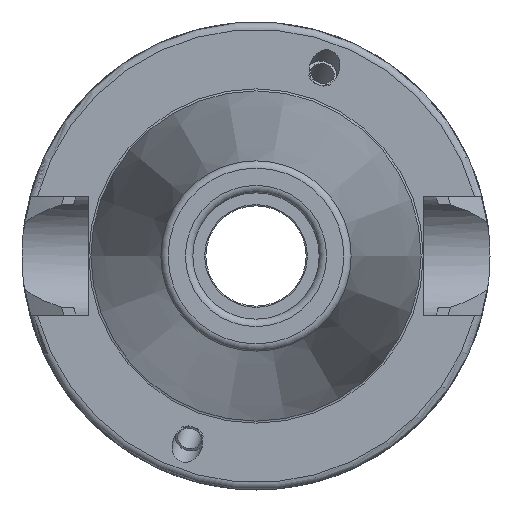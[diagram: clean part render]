
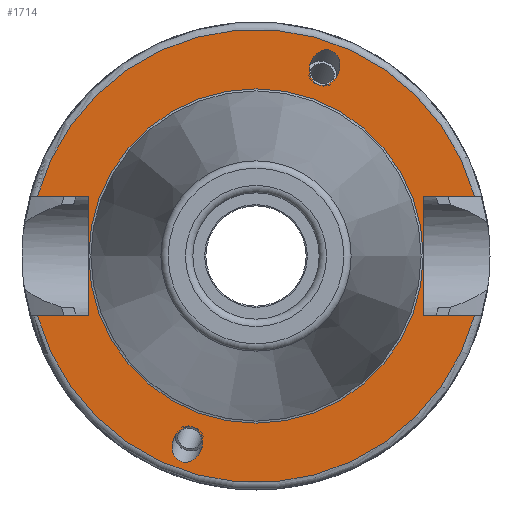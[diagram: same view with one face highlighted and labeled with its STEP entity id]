
A CAD part, left-side view. The second image highlights one B-rep face of the part: STEP entity #1714.
In plain terms, the highlighted planar face has unit normal (-1, 0, 0).
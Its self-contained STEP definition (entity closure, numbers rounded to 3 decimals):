
#27=ELLIPSE('',#1880,2.442,2.);
#36=ELLIPSE('',#1908,2.442,2.);
#54=PLANE('',#1985);
#88=FACE_BOUND('',#315,.T.);
#89=FACE_BOUND('',#316,.T.);
#90=FACE_BOUND('',#317,.T.);
#213=FACE_OUTER_BOUND('',#314,.T.);
#314=EDGE_LOOP('',(#1554,#1555,#1556,#1557,#1558,#1559,#1560,#1561));
#315=EDGE_LOOP('',(#1562));
#316=EDGE_LOOP('',(#1563));
#317=EDGE_LOOP('',(#1564,#1565));
#366=LINE('',#3126,#436);
#370=LINE('',#3134,#440);
#373=LINE('',#3154,#443);
#384=LINE('',#3256,#454);
#387=LINE('',#3277,#457);
#389=LINE('',#3280,#459);
#436=VECTOR('',#2392,10.);
#440=VECTOR('',#2398,10.);
#443=VECTOR('',#2403,10.);
#454=VECTOR('',#2460,10.);
#457=VECTOR('',#2465,10.);
#459=VECTOR('',#2469,10.);
#579=CIRCLE('',#1938,30.5);
#608=CIRCLE('',#1983,22.5);
#609=CIRCLE('',#1984,22.5);
#610=CIRCLE('',#1986,30.5);
#705=VERTEX_POINT('',#2946);
#725=VERTEX_POINT('',#3037);
#744=VERTEX_POINT('',#3114);
#745=VERTEX_POINT('',#3125);
#747=VERTEX_POINT('',#3131);
#748=VERTEX_POINT('',#3133);
#764=VERTEX_POINT('',#3216);
#771=VERTEX_POINT('',#3253);
#772=VERTEX_POINT('',#3255);
#776=VERTEX_POINT('',#3276);
#800=VERTEX_POINT('',#3348);
#801=VERTEX_POINT('',#3350);
#928=EDGE_CURVE('',#705,#705,#27,.T.);
#956=EDGE_CURVE('',#725,#725,#36,.T.);
#978=EDGE_CURVE('',#745,#744,#366,.T.);
#982=EDGE_CURVE('',#748,#747,#370,.T.);
#987=EDGE_CURVE('',#747,#745,#373,.T.);
#1008=EDGE_CURVE('',#748,#764,#579,.T.);
#1018=EDGE_CURVE('',#772,#771,#384,.T.);
#1023=EDGE_CURVE('',#776,#764,#387,.T.);
#1025=EDGE_CURVE('',#771,#776,#389,.T.);
#1059=EDGE_CURVE('',#801,#800,#608,.T.);
#1060=EDGE_CURVE('',#800,#801,#609,.T.);
#1061=EDGE_CURVE('',#772,#744,#610,.T.);
#1554=ORIENTED_EDGE('',*,*,#978,.T.);
#1555=ORIENTED_EDGE('',*,*,#1061,.F.);
#1556=ORIENTED_EDGE('',*,*,#1018,.T.);
#1557=ORIENTED_EDGE('',*,*,#1025,.T.);
#1558=ORIENTED_EDGE('',*,*,#1023,.T.);
#1559=ORIENTED_EDGE('',*,*,#1008,.F.);
#1560=ORIENTED_EDGE('',*,*,#982,.T.);
#1561=ORIENTED_EDGE('',*,*,#987,.T.);
#1562=ORIENTED_EDGE('',*,*,#928,.T.);
#1563=ORIENTED_EDGE('',*,*,#956,.T.);
#1564=ORIENTED_EDGE('',*,*,#1059,.T.);
#1565=ORIENTED_EDGE('',*,*,#1060,.T.);
#1714=ADVANCED_FACE('',(#213,#88,#89,#90),#54,.T.);
#1880=AXIS2_PLACEMENT_3D('',#2948,#2302,#2303);
#1908=AXIS2_PLACEMENT_3D('',#3039,#2365,#2366);
#1938=AXIS2_PLACEMENT_3D('',#3217,#2447,#2448);
#1983=AXIS2_PLACEMENT_3D('',#3351,#2554,#2555);
#1984=AXIS2_PLACEMENT_3D('',#3352,#2556,#2557);
#1985=AXIS2_PLACEMENT_3D('',#3353,#2558,#2559);
#1986=AXIS2_PLACEMENT_3D('',#3354,#2560,#2561);
#2302=DIRECTION('center_axis',(1.,0.,0.));
#2303=DIRECTION('ref_axis',(0.,-0.342,0.94));
#2365=DIRECTION('center_axis',(1.,0.,0.));
#2366=DIRECTION('ref_axis',(0.,0.342,-0.94));
#2392=DIRECTION('',(0.,-1.,0.));
#2398=DIRECTION('',(0.,1.,0.));
#2403=DIRECTION('',(0.,0.,1.));
#2447=DIRECTION('center_axis',(1.,0.,0.));
#2448=DIRECTION('ref_axis',(0.,0.,-1.));
#2460=DIRECTION('',(0.,-1.,0.));
#2465=DIRECTION('',(0.,1.,0.));
#2469=DIRECTION('',(0.,0.,-1.));
#2554=DIRECTION('center_axis',(1.,0.,0.));
#2555=DIRECTION('ref_axis',(0.,0.,-1.));
#2556=DIRECTION('center_axis',(1.,0.,0.));
#2557=DIRECTION('ref_axis',(0.,0.,-1.));
#2558=DIRECTION('center_axis',(-1.,0.,0.));
#2559=DIRECTION('ref_axis',(0.,0.,1.));
#2560=DIRECTION('center_axis',(1.,0.,0.));
#2561=DIRECTION('ref_axis',(0.,0.,-1.));
#2946=CARTESIAN_POINT('',(2.,-8.399,23.077));
#2948=CARTESIAN_POINT('Origin',(2.,-9.235,25.372));
#3037=CARTESIAN_POINT('',(2.,8.399,-23.077));
#3039=CARTESIAN_POINT('Origin',(2.,9.235,-25.372));
#3114=CARTESIAN_POINT('',(2.,-29.418,8.05));
#3125=CARTESIAN_POINT('',(2.,-22.6,8.05));
#3126=CARTESIAN_POINT('',(2.,3.95,8.05));
#3131=CARTESIAN_POINT('',(2.,-22.6,-8.05));
#3133=CARTESIAN_POINT('',(2.,-29.418,-8.05));
#3134=CARTESIAN_POINT('',(2.,3.95,-8.05));
#3154=CARTESIAN_POINT('',(2.,-22.6,0.));
#3216=CARTESIAN_POINT('',(2.,29.418,-8.05));
#3217=CARTESIAN_POINT('Origin',(2.,0.,0.));
#3253=CARTESIAN_POINT('',(2.,22.6,8.05));
#3255=CARTESIAN_POINT('',(2.,29.418,8.05));
#3256=CARTESIAN_POINT('',(2.,26.55,8.05));
#3276=CARTESIAN_POINT('',(2.,22.6,-8.05));
#3277=CARTESIAN_POINT('',(2.,26.55,-8.05));
#3280=CARTESIAN_POINT('',(2.,22.6,0.));
#3348=CARTESIAN_POINT('',(2.,0.,22.5));
#3350=CARTESIAN_POINT('',(2.,22.5,0.));
#3351=CARTESIAN_POINT('Origin',(2.,0.,0.));
#3352=CARTESIAN_POINT('Origin',(2.,0.,0.));
#3353=CARTESIAN_POINT('Origin',(2.,30.5,0.));
#3354=CARTESIAN_POINT('Origin',(2.,0.,0.));
